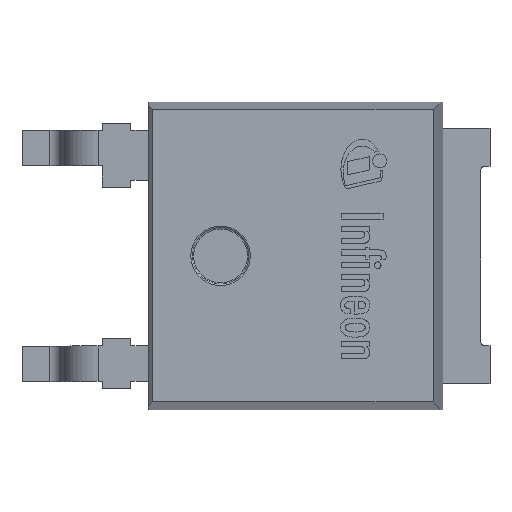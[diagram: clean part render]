
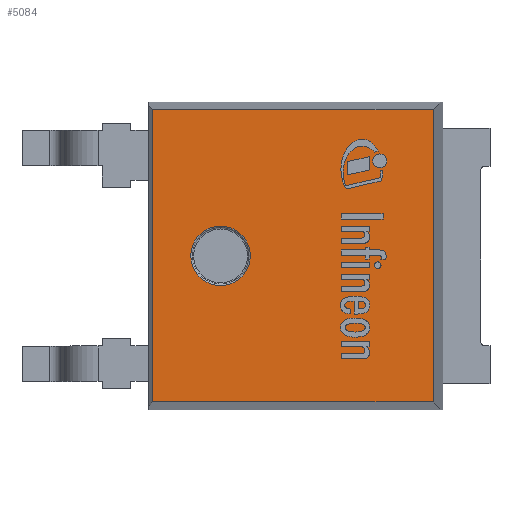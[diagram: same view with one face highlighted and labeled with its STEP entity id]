
A CAD part, top view. The second image highlights one B-rep face of the part: STEP entity #5084.
In plain terms, the highlighted planar face has unit normal (0, 0, 1).
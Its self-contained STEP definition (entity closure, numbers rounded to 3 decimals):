
#188=FACE_BOUND('',#688,.T.);
#395=FACE_OUTER_BOUND('',#687,.T.);
#687=EDGE_LOOP('',(#4312,#4313,#4314,#4315));
#688=EDGE_LOOP('',(#4316));
#1071=LINE('',#8406,#1555);
#1072=LINE('',#8408,#1556);
#1073=LINE('',#8410,#1557);
#1074=LINE('',#8411,#1558);
#1555=VECTOR('',#6911,1.);
#1556=VECTOR('',#6912,1.);
#1557=VECTOR('',#6913,1.);
#1558=VECTOR('',#6914,1.);
#1969=CIRCLE('',#5617,0.63);
#2355=VERTEX_POINT('',#8398);
#2357=VERTEX_POINT('',#8404);
#2358=VERTEX_POINT('',#8405);
#2359=VERTEX_POINT('',#8407);
#2360=VERTEX_POINT('',#8409);
#3030=EDGE_CURVE('',#2355,#2355,#1969,.T.);
#3032=EDGE_CURVE('',#2357,#2358,#1071,.T.);
#3033=EDGE_CURVE('',#2358,#2359,#1072,.T.);
#3034=EDGE_CURVE('',#2359,#2360,#1073,.T.);
#3035=EDGE_CURVE('',#2357,#2360,#1074,.T.);
#4312=ORIENTED_EDGE('',*,*,#3032,.T.);
#4313=ORIENTED_EDGE('',*,*,#3033,.T.);
#4314=ORIENTED_EDGE('',*,*,#3034,.T.);
#4315=ORIENTED_EDGE('',*,*,#3035,.F.);
#4316=ORIENTED_EDGE('',*,*,#3030,.F.);
#4813=PLANE('',#5620);
#5084=ADVANCED_FACE('',(#395,#188),#4813,.T.);
#5617=AXIS2_PLACEMENT_3D('',#8399,#6903,#6904);
#5620=AXIS2_PLACEMENT_3D('',#8403,#6909,#6910);
#6903=DIRECTION('center_axis',(0.,0.,1.));
#6904=DIRECTION('ref_axis',(0.,-1.,0.));
#6909=DIRECTION('center_axis',(0.,0.,1.));
#6910=DIRECTION('ref_axis',(0.,-1.,0.));
#6911=DIRECTION('',(-1.,0.,0.));
#6912=DIRECTION('',(0.,-1.,0.));
#6913=DIRECTION('',(1.,0.,0.));
#6914=DIRECTION('',(0.,-1.,0.));
#8398=CARTESIAN_POINT('',(-0.75,0.63,2.35));
#8399=CARTESIAN_POINT('Origin',(-0.75,0.,2.35));
#8403=CARTESIAN_POINT('Origin',(-2.187,3.25,2.35));
#8404=CARTESIAN_POINT('',(3.746,3.09,2.35));
#8405=CARTESIAN_POINT('',(-2.187,3.09,2.35));
#8406=CARTESIAN_POINT('',(-2.328,3.09,2.35));
#8407=CARTESIAN_POINT('',(-2.187,-3.09,2.35));
#8408=CARTESIAN_POINT('',(-2.187,3.25,2.35));
#8409=CARTESIAN_POINT('',(3.746,-3.09,2.35));
#8410=CARTESIAN_POINT('',(-2.328,-3.09,2.35));
#8411=CARTESIAN_POINT('',(3.746,3.25,2.35));
